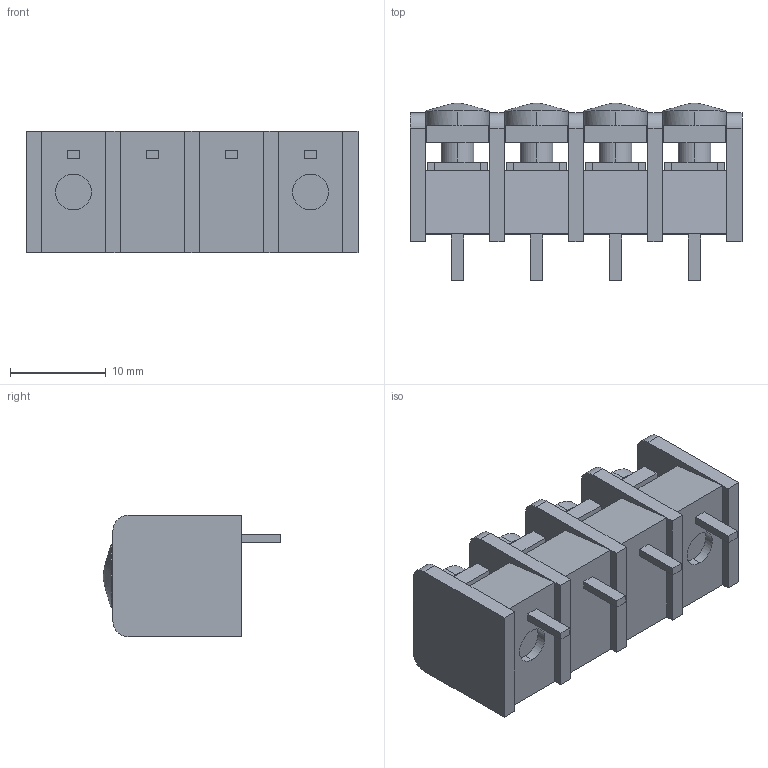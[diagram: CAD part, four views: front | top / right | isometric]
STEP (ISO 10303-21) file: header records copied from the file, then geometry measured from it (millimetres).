
FILE_DESCRIPTION (( 'STEP AP214' ), '1' );
FILE_NAME ('TE 4DB-P108-04.STEP', '2017-01-08T00:04:19', ( '' ), ( '' ), 'SwSTEP 2.0', 'SolidWorks 2016', '' );
FILE_SCHEMA (( 'AUTOMOTIVE_DESIGN' ));
Length unit declared in the file: millimetre
Products named in the file (1): TE 4DB-P108-04
Bounding box: 34.67 x 18.54 x 12.7 mm (x, y, z)
Volume: 4204.3 mm3; surface area: 3350 mm2
Topology: 1 solids, 1 shells, 246 faces, 614 edges, 388 vertices
Faces by surface type: plane 212, cylinder 30, bspline 4
Entity records: 8653 total; most frequent: CARTESIAN_POINT 1309, ORIENTED_EDGE 1228, DIRECTION 1192, EDGE_CURVE 614, VECTOR 522, LINE 522, VERTEX_POINT 388, AXIS2_PLACEMENT_3D 335
